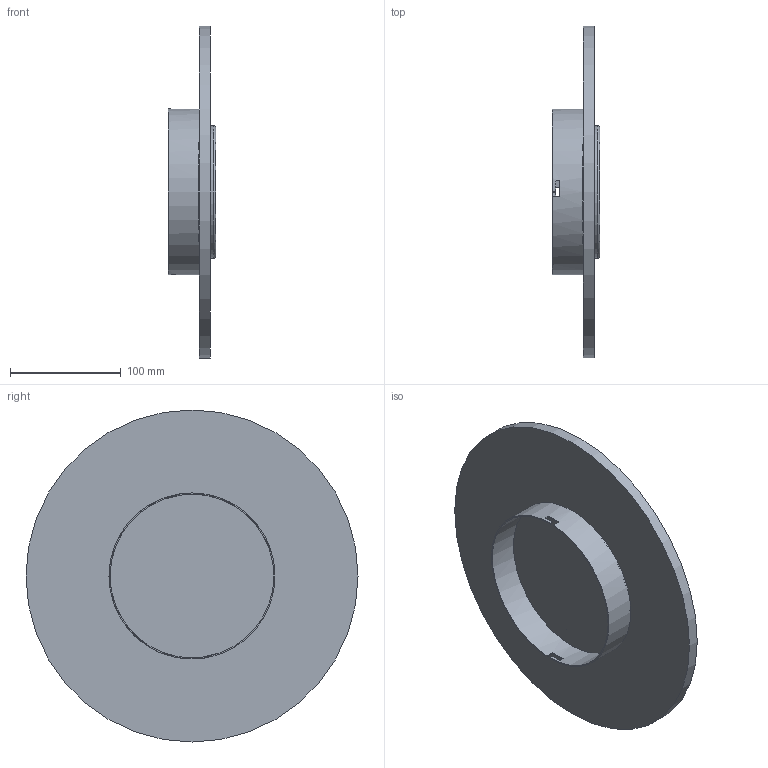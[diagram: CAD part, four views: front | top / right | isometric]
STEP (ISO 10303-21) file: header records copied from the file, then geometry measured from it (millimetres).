
FILE_DESCRIPTION(/* description */ (''),/* implementation_level */ '2;1');
FILE_NAME(/* name */ 'Sun W0417 v1.step',/* time_stamp */ '2025-08-28T12:42:08+02:00',/* author */ (''),/* organization */ (''),/* preprocessor_version */ 'ST-DEVELOPER v20.1',/* originating_system */ 'Autodesk Translation Framework v14.10.0.0',/* authorisation */ '');
FILE_SCHEMA (('AUTOMOTIVE_DESIGN { 1 0 10303 214 3 1 1 }'));
Length unit declared in the file: millimetre
Products named in the file (1): Sun W0417
Bounding box: 43 x 300 x 300 mm (x, y, z)
Volume: 680163.2 mm3; surface area: 217011.3 mm2
Topology: 3 solids, 3 shells, 32 faces, 78 edges, 52 vertices
Faces by surface type: plane 18, cylinder 13, torus 1
Full cylindrical faces by diameter (mm): 120 x2, 148 x1, 150 x1, 300 x1
Entity records: 1094 total; most frequent: CARTESIAN_POINT 307, ORIENTED_EDGE 156, DIRECTION 153, EDGE_CURVE 78, AXIS2_PLACEMENT_3D 58, VERTEX_POINT 52, LINE 37, VECTOR 37
